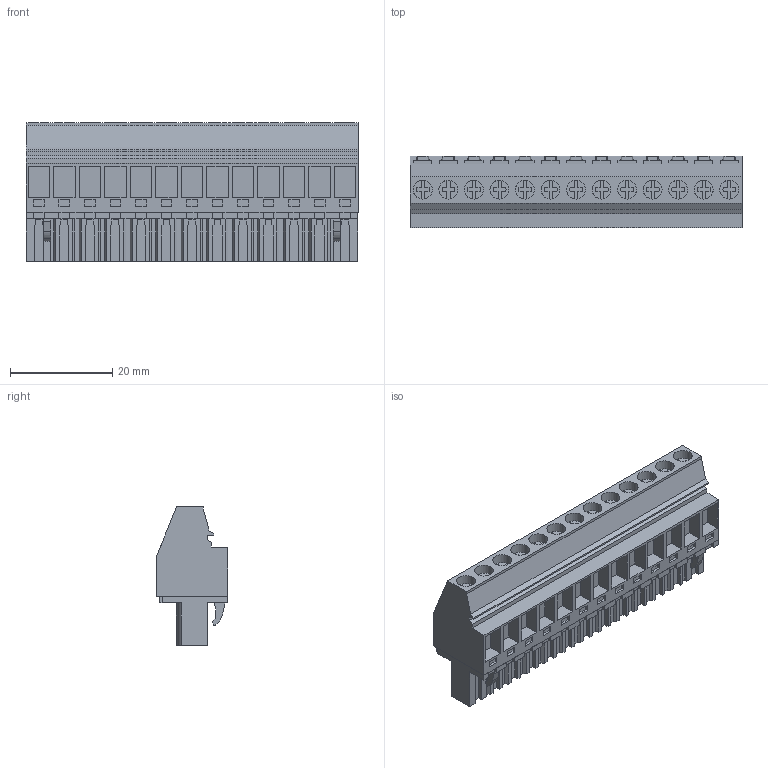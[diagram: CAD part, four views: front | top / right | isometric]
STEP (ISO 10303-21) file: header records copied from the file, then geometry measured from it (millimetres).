
FILE_DESCRIPTION(('CATIA V5 STEP Exchange','CAx-IF Rec.Pracs.--- Model Styling and Organization---1.2---2011-12-15'),'2;1');
FILE_NAME ('D1460450_0_1958770000_1958770000.stp','2017-09-20T15:22:15+00:00',('none'),('Weidmueller'),'CATIA Version 5-6 Release 2014','CATIA V5 STEP AP214','none');
FILE_SCHEMA(('AUTOMOTIVE_DESIGN { 1 0 10303 214 1 1 1 1 }'));
Length unit declared in the file: millimetre
Products named in the file (1): 1958770000
Bounding box: 65 x 14.05 x 27.2 mm (x, y, z)
Volume: 14812.7 mm3; surface area: 8665.6 mm2
Topology: 14 solids, 14 shells, 839 faces, 2310 edges, 1552 vertices
Faces by surface type: plane 714, cylinder 115, extrusion 10
Entity records: 24554 total; most frequent: ORIENTED_EDGE 4620, CARTESIAN_POINT 4548, DIRECTION 3250, EDGE_CURVE 2310, VECTOR 2010, LINE 2000, VERTEX_POINT 1552, EDGE_LOOP 892
